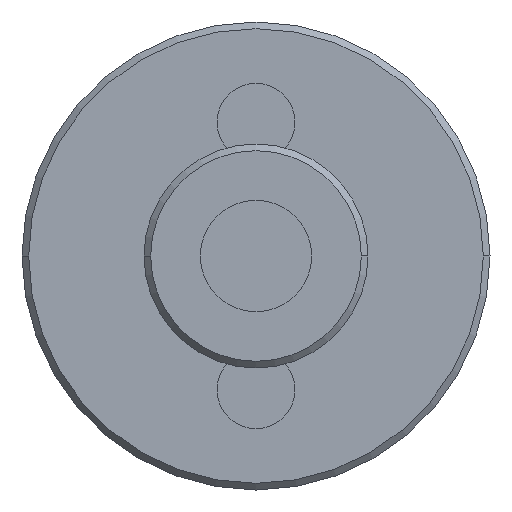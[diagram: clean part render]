
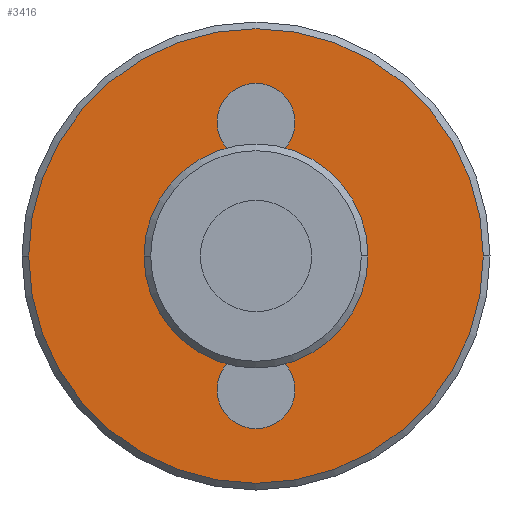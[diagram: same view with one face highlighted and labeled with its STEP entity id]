
A CAD part, front view. The second image highlights one B-rep face of the part: STEP entity #3416.
In plain terms, the highlighted planar face has unit normal (0, -1, 0).
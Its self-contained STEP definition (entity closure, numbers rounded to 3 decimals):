
#204 = ORIENTED_EDGE ( 'NONE', *, *, #2878, .T. ) ;
#205 = ORIENTED_EDGE ( 'NONE', *, *, #2772, .T. ) ;
#206 = ORIENTED_EDGE ( 'NONE', *, *, #2858, .T. ) ;
#208 = ORIENTED_EDGE ( 'NONE', *, *, #2777, .T. ) ;
#209 = ORIENTED_EDGE ( 'NONE', *, *, #2885, .T. ) ;
#210 = ORIENTED_EDGE ( 'NONE', *, *, #2850, .T. ) ;
#211 = ORIENTED_EDGE ( 'NONE', *, *, #2747, .F. ) ;
#212 = ORIENTED_EDGE ( 'NONE', *, *, #2884, .F. ) ;
#514 = EDGE_LOOP ( 'NONE', ( #211, #212 ) ) ;
#517 = EDGE_LOOP ( 'NONE', ( #209, #210 ) ) ;
#530 = EDGE_LOOP ( 'NONE', ( #204, #205 ) ) ;
#532 = EDGE_LOOP ( 'NONE', ( #206, #208 ) ) ;
#601 = CIRCLE ( 'NONE', #2957, 3.75 ) ;
#624 = CIRCLE ( 'NONE', #2973, 1.75 ) ;
#631 = CIRCLE ( 'NONE', #2975, 1.75 ) ;
#732 = CIRCLE ( 'NONE', #3018, 10.2 ) ;
#743 = CIRCLE ( 'NONE', #3021, 1.75 ) ;
#767 = CIRCLE ( 'NONE', #3032, 1.75 ) ;
#773 = CIRCLE ( 'NONE', #3035, 3.75 ) ;
#777 = CIRCLE ( 'NONE', #3036, 10.2 ) ;
#909 = FACE_BOUND ( 'NONE', #530, .T. ) ;
#910 = FACE_OUTER_BOUND ( 'NONE', #517, .T. ) ;
#912 = FACE_BOUND ( 'NONE', #514, .T. ) ;
#913 = FACE_BOUND ( 'NONE', #532, .T. ) ;
#1523 = VERTEX_POINT ( 'NONE', #3390 ) ;
#1570 = VERTEX_POINT ( 'NONE', #3515 ) ;
#1596 = VERTEX_POINT ( 'NONE', #3630 ) ;
#1721 = VERTEX_POINT ( 'NONE', #3565 ) ;
#2618 = CARTESIAN_POINT ( 'NONE',  ( -1.75, 8., -6. ) ) ;
#2631 = CARTESIAN_POINT ( 'NONE',  ( -1.75, 8., 6. ) ) ;
#2636 = CARTESIAN_POINT ( 'NONE',  ( 1.75, 8., 6. ) ) ;
#2747 = EDGE_CURVE ( 'NONE', #3376, #1721, #601, .T. ) ;
#2772 = EDGE_CURVE ( 'NONE', #3854, #3849, #624, .T. ) ;
#2777 = EDGE_CURVE ( 'NONE', #1523, #3843, #631, .T. ) ;
#2850 = EDGE_CURVE ( 'NONE', #1570, #1596, #732, .T. ) ;
#2858 = EDGE_CURVE ( 'NONE', #3843, #1523, #743, .T. ) ;
#2878 = EDGE_CURVE ( 'NONE', #3849, #3854, #767, .T. ) ;
#2884 = EDGE_CURVE ( 'NONE', #1721, #3376, #773, .T. ) ;
#2885 = EDGE_CURVE ( 'NONE', #1596, #1570, #777, .T. ) ;
#2957 = AXIS2_PLACEMENT_3D ( 'NONE', #4875, #4956, #4970 ) ;
#2973 = AXIS2_PLACEMENT_3D ( 'NONE', #4067, #4062, #4061 ) ;
#2975 = AXIS2_PLACEMENT_3D ( 'NONE', #4063, #4065, #4046 ) ;
#3018 = AXIS2_PLACEMENT_3D ( 'NONE', #3715, #3714, #3724 ) ;
#3021 = AXIS2_PLACEMENT_3D ( 'NONE', #3762, #3716, #3743 ) ;
#3032 = AXIS2_PLACEMENT_3D ( 'NONE', #4937, #4729, #4874 ) ;
#3035 = AXIS2_PLACEMENT_3D ( 'NONE', #4701, #4715, #4717 ) ;
#3036 = AXIS2_PLACEMENT_3D ( 'NONE', #4816, #4647, #4873 ) ;
#3162 = AXIS2_PLACEMENT_3D ( 'NONE', #4415, #4455, #4507 ) ;
#3376 = VERTEX_POINT ( 'NONE', #5338 ) ;
#3390 = CARTESIAN_POINT ( 'NONE',  ( 1.75, 8., -6. ) ) ;
#3416 = ADVANCED_FACE ( 'NONE', ( #909, #913, #910, #912 ), #4488, .F. ) ;
#3515 = CARTESIAN_POINT ( 'NONE',  ( 10.2, 8., 0. ) ) ;
#3565 = CARTESIAN_POINT ( 'NONE',  ( -3.75, 8., 0. ) ) ;
#3630 = CARTESIAN_POINT ( 'NONE',  ( -10.2, 8., 0. ) ) ;
#3714 = DIRECTION ( 'NONE',  ( 0., -1., 0. ) ) ;
#3715 = CARTESIAN_POINT ( 'NONE',  ( 0., 8., 0. ) ) ;
#3716 = DIRECTION ( 'NONE',  ( 0., 1., 0. ) ) ;
#3724 = DIRECTION ( 'NONE',  ( -1., 0., 0. ) ) ;
#3743 = DIRECTION ( 'NONE',  ( -1., 0., 0. ) ) ;
#3762 = CARTESIAN_POINT ( 'NONE',  ( 0., 8., -6. ) ) ;
#3843 = VERTEX_POINT ( 'NONE', #2618 ) ;
#3849 = VERTEX_POINT ( 'NONE', #2631 ) ;
#3854 = VERTEX_POINT ( 'NONE', #2636 ) ;
#4046 = DIRECTION ( 'NONE',  ( -1., 0., 0. ) ) ;
#4061 = DIRECTION ( 'NONE',  ( -1., 0., 0. ) ) ;
#4062 = DIRECTION ( 'NONE',  ( 0., 1., 0. ) ) ;
#4063 = CARTESIAN_POINT ( 'NONE',  ( 0., 8., -6. ) ) ;
#4065 = DIRECTION ( 'NONE',  ( 0., 1., 0. ) ) ;
#4067 = CARTESIAN_POINT ( 'NONE',  ( 0., 8., 6. ) ) ;
#4415 = CARTESIAN_POINT ( 'NONE',  ( 0., 8., -3.75 ) ) ;
#4455 = DIRECTION ( 'NONE',  ( 0., 1., 0. ) ) ;
#4488 = PLANE ( 'NONE',  #3162 ) ;
#4507 = DIRECTION ( 'NONE',  ( -1., 0., 0. ) ) ;
#4647 = DIRECTION ( 'NONE',  ( 0., -1., 0. ) ) ;
#4701 = CARTESIAN_POINT ( 'NONE',  ( 0., 8., 0. ) ) ;
#4715 = DIRECTION ( 'NONE',  ( 0., -1., 0. ) ) ;
#4717 = DIRECTION ( 'NONE',  ( 1., 0., 0. ) ) ;
#4729 = DIRECTION ( 'NONE',  ( 0., 1., 0. ) ) ;
#4816 = CARTESIAN_POINT ( 'NONE',  ( 0., 8., 0. ) ) ;
#4873 = DIRECTION ( 'NONE',  ( -1., 0., 0. ) ) ;
#4874 = DIRECTION ( 'NONE',  ( -1., 0., 0. ) ) ;
#4875 = CARTESIAN_POINT ( 'NONE',  ( 0., 8., 0. ) ) ;
#4937 = CARTESIAN_POINT ( 'NONE',  ( 0., 8., 6. ) ) ;
#4956 = DIRECTION ( 'NONE',  ( 0., -1., 0. ) ) ;
#4970 = DIRECTION ( 'NONE',  ( 1., 0., 0. ) ) ;
#5338 = CARTESIAN_POINT ( 'NONE',  ( 3.75, 8., 0. ) ) ;
